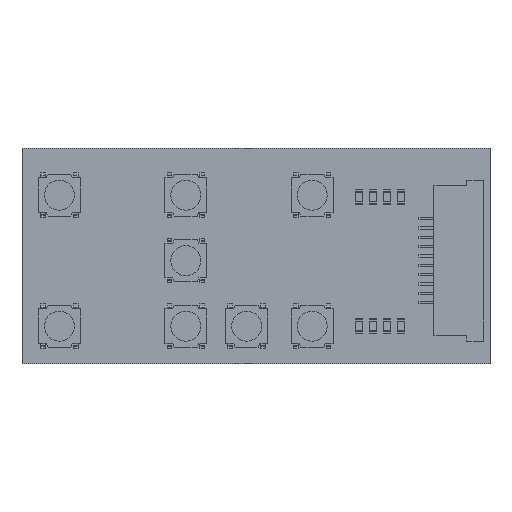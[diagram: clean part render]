
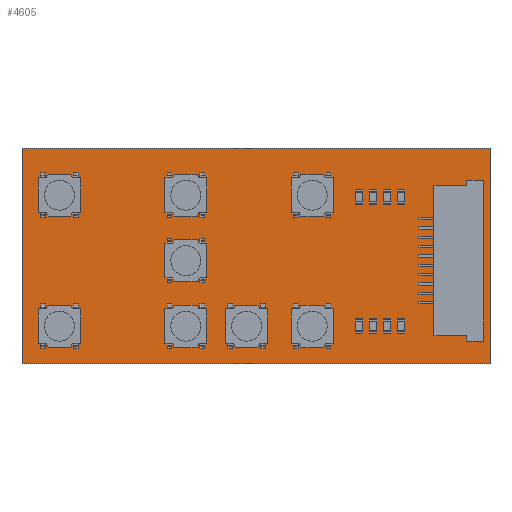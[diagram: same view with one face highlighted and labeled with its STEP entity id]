
A CAD part, top view. The second image highlights one B-rep face of the part: STEP entity #4605.
In plain terms, the highlighted planar face has unit normal (0, 0, 1).
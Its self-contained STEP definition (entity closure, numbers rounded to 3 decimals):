
#4476 = VERTEX_POINT('',#4477);
#4477 = CARTESIAN_POINT('',(166.,-91.,1.));
#4483 = EDGE_CURVE('',#4476,#4484,#4486,.T.);
#4484 = VERTEX_POINT('',#4485);
#4485 = CARTESIAN_POINT('',(116.,-91.,1.));
#4486 = LINE('',#4487,#4488);
#4487 = CARTESIAN_POINT('',(166.,-91.,1.));
#4488 = VECTOR('',#4489,1.);
#4489 = DIRECTION('',(-1.,0.,0.));
#4514 = EDGE_CURVE('',#4484,#4515,#4517,.T.);
#4515 = VERTEX_POINT('',#4516);
#4516 = CARTESIAN_POINT('',(116.,-68.,1.));
#4517 = LINE('',#4518,#4519);
#4518 = CARTESIAN_POINT('',(116.,-91.,1.));
#4519 = VECTOR('',#4520,1.);
#4520 = DIRECTION('',(0.,1.,0.));
#4545 = EDGE_CURVE('',#4515,#4546,#4548,.T.);
#4546 = VERTEX_POINT('',#4547);
#4547 = CARTESIAN_POINT('',(166.,-68.,1.));
#4548 = LINE('',#4549,#4550);
#4549 = CARTESIAN_POINT('',(116.,-68.,1.));
#4550 = VECTOR('',#4551,1.);
#4551 = DIRECTION('',(1.,0.,0.));
#4576 = EDGE_CURVE('',#4546,#4476,#4577,.T.);
#4577 = LINE('',#4578,#4579);
#4578 = CARTESIAN_POINT('',(166.,-68.,1.));
#4579 = VECTOR('',#4580,1.);
#4580 = DIRECTION('',(0.,-1.,0.));
#4605 = ADVANCED_FACE('',(#4606),#4612,.T.);
#4606 = FACE_BOUND('',#4607,.F.);
#4607 = EDGE_LOOP('',(#4608,#4609,#4610,#4611));
#4608 = ORIENTED_EDGE('',*,*,#4483,.T.);
#4609 = ORIENTED_EDGE('',*,*,#4514,.T.);
#4610 = ORIENTED_EDGE('',*,*,#4545,.T.);
#4611 = ORIENTED_EDGE('',*,*,#4576,.T.);
#4612 = PLANE('',#4613);
#4613 = AXIS2_PLACEMENT_3D('',#4614,#4615,#4616);
#4614 = CARTESIAN_POINT('',(0.,0.,1.));
#4615 = DIRECTION('',(0.,0.,1.));
#4616 = DIRECTION('',(1.,0.,-0.));
